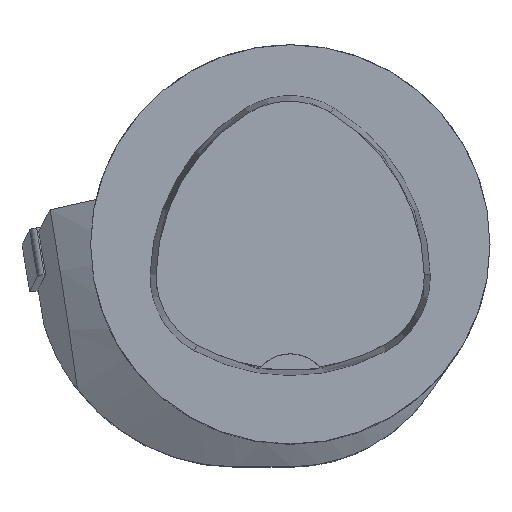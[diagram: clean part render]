
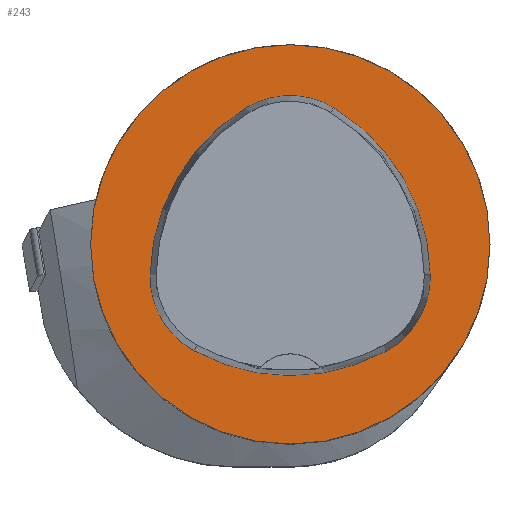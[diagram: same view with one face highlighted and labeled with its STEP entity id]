
A CAD part, top view. The second image highlights one B-rep face of the part: STEP entity #243.
In plain terms, the highlighted planar face has unit normal (0, 0, 1).
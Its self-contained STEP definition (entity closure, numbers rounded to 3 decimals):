
#243=ADVANCED_FACE('',(#487,#488),#299,.T.);
#299=PLANE('',#1416);
#487=FACE_BOUND('',#533,.T.);
#488=FACE_BOUND('',#534,.T.);
#533=EDGE_LOOP('',(#748,#749,#750,#751,#752,#753));
#534=EDGE_LOOP('',(#754));
#748=ORIENTED_EDGE('',*,*,#1141,.T.);
#749=ORIENTED_EDGE('',*,*,#1121,.T.);
#750=ORIENTED_EDGE('',*,*,#1125,.T.);
#751=ORIENTED_EDGE('',*,*,#1128,.T.);
#752=ORIENTED_EDGE('',*,*,#1131,.T.);
#753=ORIENTED_EDGE('',*,*,#1139,.T.);
#754=ORIENTED_EDGE('',*,*,#1144,.F.);
#988=VERTEX_POINT('',#2169);
#989=VERTEX_POINT('',#2170);
#992=VERTEX_POINT('',#2178);
#994=VERTEX_POINT('',#2184);
#996=VERTEX_POINT('',#2190);
#1003=VERTEX_POINT('',#2211);
#1004=VERTEX_POINT('',#2221);
#1121=EDGE_CURVE('',#988,#989,#1228,.T.);
#1125=EDGE_CURVE('',#989,#992,#1230,.T.);
#1128=EDGE_CURVE('',#992,#994,#1232,.T.);
#1131=EDGE_CURVE('',#994,#996,#1234,.T.);
#1139=EDGE_CURVE('',#996,#1003,#1238,.T.);
#1141=EDGE_CURVE('',#1003,#988,#1240,.T.);
#1144=EDGE_CURVE('',#1004,#1004,#1243,.T.);
#1228=CIRCLE('',#1393,20.);
#1230=CIRCLE('',#1396,8.5);
#1232=CIRCLE('',#1399,20.);
#1234=CIRCLE('',#1402,8.5);
#1238=CIRCLE('',#1407,20.);
#1240=CIRCLE('',#1410,8.5);
#1243=CIRCLE('',#1415,20.);
#1393=AXIS2_PLACEMENT_3D('',#2168,#1643,#1644);
#1396=AXIS2_PLACEMENT_3D('',#2177,#1651,#1652);
#1399=AXIS2_PLACEMENT_3D('',#2183,#1658,#1659);
#1402=AXIS2_PLACEMENT_3D('',#2189,#1665,#1666);
#1407=AXIS2_PLACEMENT_3D('',#2212,#1677,#1678);
#1410=AXIS2_PLACEMENT_3D('',#2215,#1683,#1684);
#1415=AXIS2_PLACEMENT_3D('',#2220,#1693,#1694);
#1416=AXIS2_PLACEMENT_3D('',#2222,#1695,#1696);
#1643=DIRECTION('',(0.,0.,-1.));
#1644=DIRECTION('',(-1.,0.,0.));
#1651=DIRECTION('',(0.,0.,-1.));
#1652=DIRECTION('',(-1.,0.,0.));
#1658=DIRECTION('',(0.,0.,-1.));
#1659=DIRECTION('',(-1.,0.,0.));
#1665=DIRECTION('',(0.,0.,-1.));
#1666=DIRECTION('',(-1.,0.,0.));
#1677=DIRECTION('',(0.,0.,-1.));
#1678=DIRECTION('',(-1.,0.,0.));
#1683=DIRECTION('',(0.,0.,-1.));
#1684=DIRECTION('',(-1.,0.,0.));
#1693=DIRECTION('',(0.,0.,-1.));
#1694=DIRECTION('',(-1.,0.,0.));
#1695=DIRECTION('',(0.,0.,1.));
#1696=DIRECTION('',(1.,0.,0.));
#2168=CARTESIAN_POINT('',(5.955,-3.414,0.));
#2169=CARTESIAN_POINT('',(-14.041,-3.042,0.));
#2170=CARTESIAN_POINT('',(-4.472,13.653,0.));
#2177=CARTESIAN_POINT('',(-0.04,6.4,0.));
#2178=CARTESIAN_POINT('',(4.347,13.68,0.));
#2183=CARTESIAN_POINT('',(-5.976,-3.45,0.));
#2184=CARTESIAN_POINT('',(14.021,-3.075,0.));
#2189=CARTESIAN_POINT('',(5.522,-3.235,0.));
#2190=CARTESIAN_POINT('',(9.588,-10.699,0.));
#2211=CARTESIAN_POINT('',(-9.655,-10.639,0.));
#2212=CARTESIAN_POINT('',(0.022,6.864,0.));
#2215=CARTESIAN_POINT('',(-5.543,-3.2,0.));
#2220=CARTESIAN_POINT('',(0.,0.,0.));
#2221=CARTESIAN_POINT('',(-20.,0.,0.));
#2222=CARTESIAN_POINT('',(0.,0.,0.));
